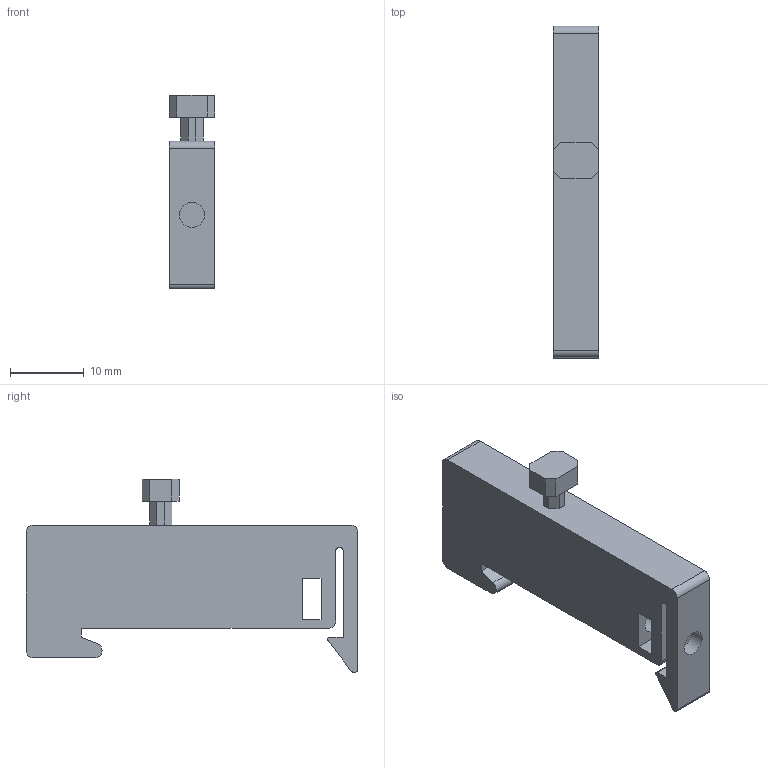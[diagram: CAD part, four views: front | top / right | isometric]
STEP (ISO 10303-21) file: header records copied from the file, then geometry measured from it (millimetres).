
FILE_DESCRIPTION(/* description */ (''),/* implementation_level */ '2;1');
FILE_NAME(/* name */ 'din rail mount.step',/* time_stamp */ '2021-10-08T21:46:59-04:00',/* author */ (''),/* organization */ (''),/* preprocessor_version */ 'ST-DEVELOPER v18.1',/* originating_system */ 'Autodesk Translation Framework v10.10.0.1391',/* authorisation */ '');
FILE_SCHEMA (('AUTOMOTIVE_DESIGN { 1 0 10303 214 3 1 1 }'));
Length unit declared in the file: millimetre
Products named in the file (1): smart hub case v2
Bounding box: 6.2 x 45 x 26.2 mm (x, y, z)
Volume: 4045.9 mm3; surface area: 2666.2 mm2
Topology: 1 solids, 1 shells, 51 faces, 138 edges, 92 vertices
Faces by surface type: plane 38, cylinder 13
Full cylindrical faces by diameter (mm): 3.4 x3
Entity records: 1639 total; most frequent: CARTESIAN_POINT 282, ORIENTED_EDGE 276, DIRECTION 268, EDGE_CURVE 138, LINE 112, VECTOR 112, VERTEX_POINT 92, AXIS2_PLACEMENT_3D 78
